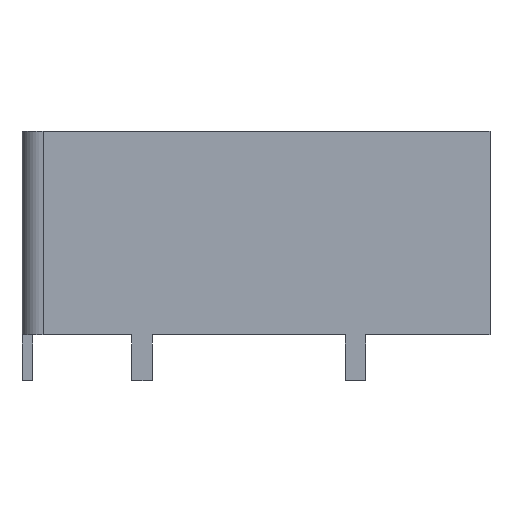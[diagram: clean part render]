
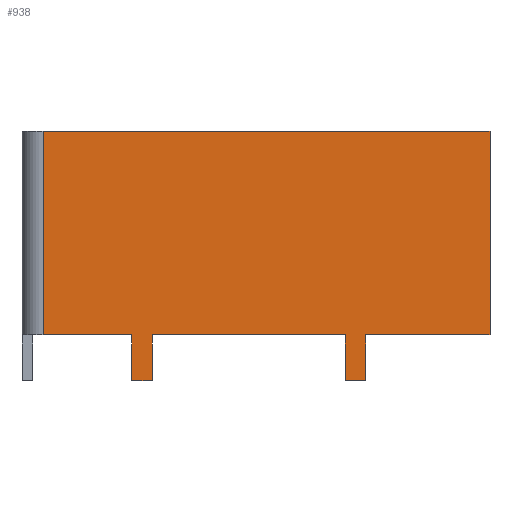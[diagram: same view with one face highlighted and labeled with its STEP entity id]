
A CAD part, left-side view. The second image highlights one B-rep face of the part: STEP entity #938.
In plain terms, the highlighted planar face has unit normal (-1, 0, 0).
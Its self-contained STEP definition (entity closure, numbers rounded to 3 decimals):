
#263=CARTESIAN_POINT('',(0.,-15.897,-2.25));
#264=VERTEX_POINT('',#263);
#279=CARTESIAN_POINT('',(0.,-16.897,-2.25));
#280=VERTEX_POINT('',#279);
#287=CARTESIAN_POINT('',(0.,-15.897,-2.25));
#288=DIRECTION('',(0.0,-1.0,0.0));
#289=VECTOR('',#288,1.0);
#290=LINE('',#287,#289);
#291=EDGE_CURVE('',#264,#280,#290,.T.);
#309=CARTESIAN_POINT('',(0.,-16.897,0.0));
#310=VERTEX_POINT('',#309);
#317=CARTESIAN_POINT('',(0.,-16.897,0.0));
#318=DIRECTION('',(0.0,0.0,-1.0));
#319=VECTOR('',#318,2.25);
#320=LINE('',#317,#319);
#321=EDGE_CURVE('',#310,#280,#320,.T.);
#332=CARTESIAN_POINT('',(0.,-15.897,0.0));
#333=VERTEX_POINT('',#332);
#334=CARTESIAN_POINT('',(0.,-15.897,0.0));
#335=DIRECTION('',(0.0,0.0,-1.0));
#336=VECTOR('',#335,2.25);
#337=LINE('',#334,#336);
#338=EDGE_CURVE('',#333,#264,#337,.T.);
#364=CARTESIAN_POINT('',(0.,-6.397,0.0));
#365=VERTEX_POINT('',#364);
#366=CARTESIAN_POINT('',(0.,-6.397,0.0));
#367=DIRECTION('',(0.0,-1.0,0.0));
#368=VECTOR('',#367,9.5);
#369=LINE('',#366,#368);
#370=EDGE_CURVE('',#365,#333,#369,.T.);
#396=CARTESIAN_POINT('',(0.,-5.397,-2.25));
#397=VERTEX_POINT('',#396);
#412=CARTESIAN_POINT('',(0.,-6.397,-2.25));
#413=VERTEX_POINT('',#412);
#420=CARTESIAN_POINT('',(0.,-5.397,-2.25));
#421=DIRECTION('',(0.0,-1.0,0.0));
#422=VECTOR('',#421,1.0);
#423=LINE('',#420,#422);
#424=EDGE_CURVE('',#397,#413,#423,.T.);
#441=CARTESIAN_POINT('',(0.,-6.397,0.0));
#442=DIRECTION('',(0.0,0.0,-1.0));
#443=VECTOR('',#442,2.25);
#444=LINE('',#441,#443);
#445=EDGE_CURVE('',#365,#413,#444,.T.);
#456=CARTESIAN_POINT('',(0.,-5.397,0.0));
#457=VERTEX_POINT('',#456);
#458=CARTESIAN_POINT('',(0.,-5.397,0.0));
#459=DIRECTION('',(0.0,0.0,-1.0));
#460=VECTOR('',#459,2.25);
#461=LINE('',#458,#460);
#462=EDGE_CURVE('',#457,#397,#461,.T.);
#488=CARTESIAN_POINT('',(0.,-1.04,0.0));
#489=VERTEX_POINT('',#488);
#490=CARTESIAN_POINT('',(0.,-1.04,0.0));
#491=DIRECTION('',(0.0,-1.0,0.0));
#492=VECTOR('',#491,4.357);
#493=LINE('',#490,#492);
#494=EDGE_CURVE('',#489,#457,#493,.T.);
#624=CARTESIAN_POINT('',(0.,-23.0,0.0));
#625=VERTEX_POINT('',#624);
#632=CARTESIAN_POINT('',(0.,-16.897,0.0));
#633=DIRECTION('',(0.0,-1.0,0.0));
#634=VECTOR('',#633,6.103);
#635=LINE('',#632,#634);
#636=EDGE_CURVE('',#310,#625,#635,.T.);
#888=CARTESIAN_POINT('',(0.,-23.0,10.));
#889=VERTEX_POINT('',#888);
#896=CARTESIAN_POINT('',(0.,-23.0,0.0));
#897=DIRECTION('',(0.0,0.0,1.0));
#898=VECTOR('',#897,10.);
#899=LINE('',#896,#898);
#900=EDGE_CURVE('',#625,#889,#899,.T.);
#907=CARTESIAN_POINT('',(0.,-18.,0.0));
#908=DIRECTION('',(-1.0,0.0,0.0));
#909=DIRECTION('',(0.0,0.0,1.0));
#910=AXIS2_PLACEMENT_3D('',#907,#908,#909);
#911=PLANE('',#910);
#912=CARTESIAN_POINT('',(0.,-1.04,10.));
#913=VERTEX_POINT('',#912);
#914=CARTESIAN_POINT('',(0.,-23.0,10.));
#915=DIRECTION('',(0.0,1.0,0.0));
#916=VECTOR('',#915,21.96);
#917=LINE('',#914,#916);
#918=EDGE_CURVE('',#889,#913,#917,.T.);
#919=ORIENTED_EDGE('',*,*,#918,.T.);
#920=CARTESIAN_POINT('',(0.,-1.04,0.0));
#921=DIRECTION('',(0.0,0.0,1.0));
#922=VECTOR('',#921,10.);
#923=LINE('',#920,#922);
#924=EDGE_CURVE('',#489,#913,#923,.T.);
#925=ORIENTED_EDGE('',*,*,#924,.F.);
#926=ORIENTED_EDGE('',*,*,#494,.T.);
#927=ORIENTED_EDGE('',*,*,#462,.T.);
#928=ORIENTED_EDGE('',*,*,#424,.T.);
#929=ORIENTED_EDGE('',*,*,#445,.F.);
#930=ORIENTED_EDGE('',*,*,#370,.T.);
#931=ORIENTED_EDGE('',*,*,#338,.T.);
#932=ORIENTED_EDGE('',*,*,#291,.T.);
#933=ORIENTED_EDGE('',*,*,#321,.F.);
#934=ORIENTED_EDGE('',*,*,#636,.T.);
#935=ORIENTED_EDGE('',*,*,#900,.T.);
#936=EDGE_LOOP('',(#919,#925,#926,#927,#928,#929,#930,#931,#932,#933,#934,#935));
#937=FACE_OUTER_BOUND('',#936,.T.);
#938=ADVANCED_FACE('',(#937),#911,.T.);
